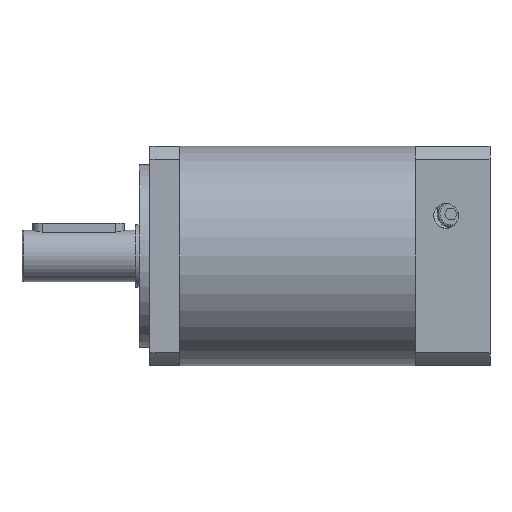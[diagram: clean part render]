
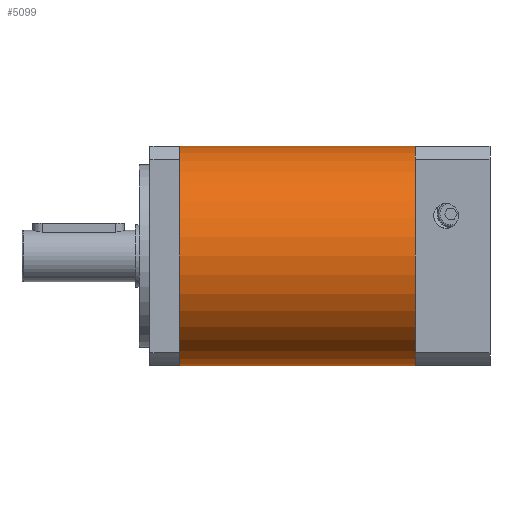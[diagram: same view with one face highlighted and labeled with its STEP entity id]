
A CAD part, left-side view. The second image highlights one B-rep face of the part: STEP entity #5099.
In plain terms, the highlighted cylindrical face has radius 30 mm (diameter 60 mm), a partial arc.
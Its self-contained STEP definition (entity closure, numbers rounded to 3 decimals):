
#7 = ORIENTED_EDGE ( 'NONE', *, *, #2992, .F. ) ;
#51 = VERTEX_POINT ( 'NONE', #948 ) ;
#132 = EDGE_CURVE ( 'NONE', #640, #4757, #1135, .T. ) ;
#196 = DIRECTION ( 'NONE',  ( 0., 1., 0. ) ) ;
#197 = DIRECTION ( 'NONE',  ( 0., 1., 0. ) ) ;
#308 = CARTESIAN_POINT ( 'NONE',  ( -30., -32.25, 0. ) ) ;
#432 = VERTEX_POINT ( 'NONE', #2409 ) ;
#569 = EDGE_CURVE ( 'NONE', #4757, #432, #3009, .T. ) ;
#640 = VERTEX_POINT ( 'NONE', #1821 ) ;
#793 = CARTESIAN_POINT ( 'NONE',  ( 0., 32.25, 30. ) ) ;
#948 = CARTESIAN_POINT ( 'NONE',  ( 0., -32.25, -30. ) ) ;
#953 = CIRCLE ( 'NONE', #4418, 30. ) ;
#991 = CARTESIAN_POINT ( 'NONE',  ( 0., 32.25, 0. ) ) ;
#1084 = EDGE_CURVE ( 'NONE', #640, #51, #2724, .T. ) ;
#1135 = CIRCLE ( 'NONE', #4543, 30. ) ;
#1448 = DIRECTION ( 'NONE',  ( 0., 0., 1. ) ) ;
#1534 = DIRECTION ( 'NONE',  ( 0., 1., 0. ) ) ;
#1740 = DIRECTION ( 'NONE',  ( 0., 1., 0. ) ) ;
#1821 = CARTESIAN_POINT ( 'NONE',  ( 0., 32.25, -30. ) ) ;
#1908 = DIRECTION ( 'NONE',  ( 0., 0., -1. ) ) ;
#1953 = LINE ( 'NONE', #793, #4197 ) ;
#1973 = ORIENTED_EDGE ( 'NONE', *, *, #1084, .T. ) ;
#1991 = VERTEX_POINT ( 'NONE', #4986 ) ;
#1996 = DIRECTION ( 'NONE',  ( 0., -1., 0. ) ) ;
#2367 = CIRCLE ( 'NONE', #4704, 30. ) ;
#2409 = CARTESIAN_POINT ( 'NONE',  ( 0., 32.25, 30. ) ) ;
#2571 = CARTESIAN_POINT ( 'NONE',  ( 0., -32.25, 0. ) ) ;
#2724 = LINE ( 'NONE', #4758, #3419 ) ;
#2902 = CARTESIAN_POINT ( 'NONE',  ( -30., 32.25, 0. ) ) ;
#2917 = ORIENTED_EDGE ( 'NONE', *, *, #3217, .T. ) ;
#2973 = DIRECTION ( 'NONE',  ( 0., 0., 1. ) ) ;
#2992 = EDGE_CURVE ( 'NONE', #432, #1991, #1953, .T. ) ;
#3009 = CIRCLE ( 'NONE', #3011, 30. ) ;
#3011 = AXIS2_PLACEMENT_3D ( 'NONE', #991, #197, #1448 ) ;
#3044 = ORIENTED_EDGE ( 'NONE', *, *, #132, .F. ) ;
#3217 = EDGE_CURVE ( 'NONE', #3454, #1991, #953, .T. ) ;
#3225 = AXIS2_PLACEMENT_3D ( 'NONE', #3889, #5088, #1908 ) ;
#3362 = FACE_OUTER_BOUND ( 'NONE', #3849, .T. ) ;
#3419 = VECTOR ( 'NONE', #1996, 1000. ) ;
#3454 = VERTEX_POINT ( 'NONE', #308 ) ;
#3498 = CARTESIAN_POINT ( 'NONE',  ( 0., 32.25, 0. ) ) ;
#3585 = DIRECTION ( 'NONE',  ( 0., -1., 0. ) ) ;
#3849 = EDGE_LOOP ( 'NONE', ( #7, #4091, #3044, #1973, #5052, #2917 ) ) ;
#3889 = CARTESIAN_POINT ( 'NONE',  ( 0., 32.25, 0. ) ) ;
#4091 = ORIENTED_EDGE ( 'NONE', *, *, #569, .F. ) ;
#4111 = CARTESIAN_POINT ( 'NONE',  ( 0., -32.25, 0. ) ) ;
#4183 = EDGE_CURVE ( 'NONE', #51, #3454, #2367, .T. ) ;
#4197 = VECTOR ( 'NONE', #3585, 1000. ) ;
#4274 = CYLINDRICAL_SURFACE ( 'NONE', #3225, 30. ) ;
#4295 = DIRECTION ( 'NONE',  ( 0., 0., 1. ) ) ;
#4418 = AXIS2_PLACEMENT_3D ( 'NONE', #4111, #1740, #4525 ) ;
#4525 = DIRECTION ( 'NONE',  ( 0., 0., 1. ) ) ;
#4543 = AXIS2_PLACEMENT_3D ( 'NONE', #3498, #1534, #4295 ) ;
#4704 = AXIS2_PLACEMENT_3D ( 'NONE', #2571, #196, #2973 ) ;
#4757 = VERTEX_POINT ( 'NONE', #2902 ) ;
#4758 = CARTESIAN_POINT ( 'NONE',  ( 0., 32.25, -30. ) ) ;
#4986 = CARTESIAN_POINT ( 'NONE',  ( 0., -32.25, 30. ) ) ;
#5052 = ORIENTED_EDGE ( 'NONE', *, *, #4183, .T. ) ;
#5088 = DIRECTION ( 'NONE',  ( 0., -1., 0. ) ) ;
#5099 = ADVANCED_FACE ( 'NONE', ( #3362 ), #4274, .T. ) ;
